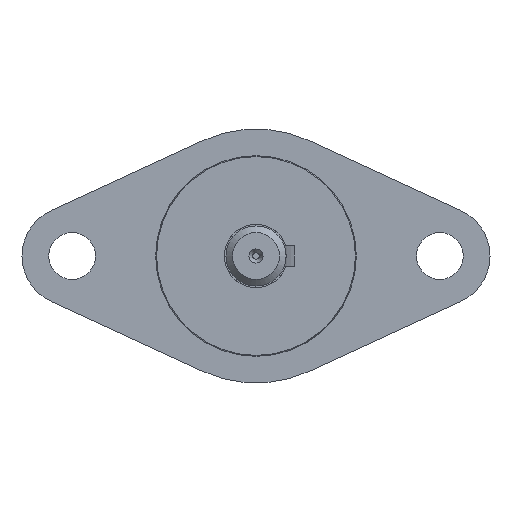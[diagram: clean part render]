
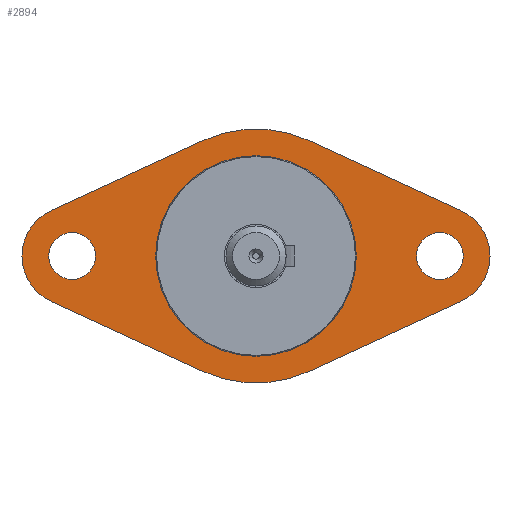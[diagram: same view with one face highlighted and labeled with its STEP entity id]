
A CAD part, left-side view. The second image highlights one B-rep face of the part: STEP entity #2894.
In plain terms, the highlighted planar face has unit normal (-1, 0, 0).
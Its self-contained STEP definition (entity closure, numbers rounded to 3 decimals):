
#291=LINE('',#4770,#520);
#295=LINE('',#4782,#524);
#299=LINE('',#4794,#528);
#303=LINE('',#4804,#532);
#520=VECTOR('',#3773,10.);
#524=VECTOR('',#3785,10.);
#528=VECTOR('',#3797,10.);
#532=VECTOR('',#3809,10.);
#724=FACE_BOUND('',#1031,.T.);
#725=FACE_BOUND('',#1032,.T.);
#726=FACE_BOUND('',#1033,.T.);
#856=FACE_OUTER_BOUND('',#1030,.T.);
#1030=EDGE_LOOP('',(#2470,#2471,#2472,#2473,#2474,#2475,#2476,#2477));
#1031=EDGE_LOOP('',(#2478));
#1032=EDGE_LOOP('',(#2479));
#1033=EDGE_LOOP('',(#2480,#2481));
#1145=CIRCLE('',#3112,3.5);
#1147=CIRCLE('',#3115,3.5);
#1149=CIRCLE('',#3118,7.5);
#1151=CIRCLE('',#3122,19.);
#1153=CIRCLE('',#3126,7.5);
#1155=CIRCLE('',#3130,19.);
#1164=CIRCLE('',#3145,15.);
#1165=CIRCLE('',#3146,15.);
#1416=VERTEX_POINT('',#4748);
#1418=VERTEX_POINT('',#4754);
#1421=VERTEX_POINT('',#4761);
#1422=VERTEX_POINT('',#4763);
#1424=VERTEX_POINT('',#4769);
#1426=VERTEX_POINT('',#4775);
#1428=VERTEX_POINT('',#4781);
#1430=VERTEX_POINT('',#4787);
#1432=VERTEX_POINT('',#4793);
#1434=VERTEX_POINT('',#4799);
#1443=VERTEX_POINT('',#4829);
#1444=VERTEX_POINT('',#4830);
#1764=EDGE_CURVE('',#1416,#1416,#1145,.T.);
#1767=EDGE_CURVE('',#1418,#1418,#1147,.T.);
#1770=EDGE_CURVE('',#1422,#1421,#1149,.T.);
#1773=EDGE_CURVE('',#1424,#1422,#291,.T.);
#1776=EDGE_CURVE('',#1426,#1424,#1151,.T.);
#1779=EDGE_CURVE('',#1428,#1426,#295,.T.);
#1782=EDGE_CURVE('',#1430,#1428,#1153,.T.);
#1785=EDGE_CURVE('',#1432,#1430,#299,.T.);
#1788=EDGE_CURVE('',#1434,#1432,#1155,.T.);
#1791=EDGE_CURVE('',#1421,#1434,#303,.T.);
#1803=EDGE_CURVE('',#1443,#1444,#1164,.T.);
#1804=EDGE_CURVE('',#1444,#1443,#1165,.T.);
#2470=ORIENTED_EDGE('',*,*,#1782,.T.);
#2471=ORIENTED_EDGE('',*,*,#1779,.T.);
#2472=ORIENTED_EDGE('',*,*,#1776,.T.);
#2473=ORIENTED_EDGE('',*,*,#1773,.T.);
#2474=ORIENTED_EDGE('',*,*,#1770,.T.);
#2475=ORIENTED_EDGE('',*,*,#1791,.T.);
#2476=ORIENTED_EDGE('',*,*,#1788,.T.);
#2477=ORIENTED_EDGE('',*,*,#1785,.T.);
#2478=ORIENTED_EDGE('',*,*,#1764,.T.);
#2479=ORIENTED_EDGE('',*,*,#1767,.T.);
#2480=ORIENTED_EDGE('',*,*,#1803,.T.);
#2481=ORIENTED_EDGE('',*,*,#1804,.T.);
#2765=PLANE('',#3147);
#2894=ADVANCED_FACE('',(#856,#724,#725,#726),#2765,.T.);
#3112=AXIS2_PLACEMENT_3D('',#4750,#3753,#3754);
#3115=AXIS2_PLACEMENT_3D('',#4756,#3760,#3761);
#3118=AXIS2_PLACEMENT_3D('',#4764,#3767,#3768);
#3122=AXIS2_PLACEMENT_3D('',#4776,#3779,#3780);
#3126=AXIS2_PLACEMENT_3D('',#4788,#3791,#3792);
#3130=AXIS2_PLACEMENT_3D('',#4800,#3803,#3804);
#3145=AXIS2_PLACEMENT_3D('',#4831,#3839,#3840);
#3146=AXIS2_PLACEMENT_3D('',#4832,#3841,#3842);
#3147=AXIS2_PLACEMENT_3D('',#4834,#3844,#3845);
#3753=DIRECTION('center_axis',(1.,0.,0.));
#3754=DIRECTION('ref_axis',(0.,0.,1.));
#3760=DIRECTION('center_axis',(1.,0.,0.));
#3761=DIRECTION('ref_axis',(0.,0.,1.));
#3767=DIRECTION('center_axis',(-1.,0.,0.));
#3768=DIRECTION('ref_axis',(0.,-0.418,0.908));
#3773=DIRECTION('',(0.,-0.908,0.418));
#3779=DIRECTION('center_axis',(-1.,0.,0.));
#3780=DIRECTION('ref_axis',(0.,-0.418,-0.908));
#3785=DIRECTION('',(0.,-0.908,-0.418));
#3791=DIRECTION('center_axis',(-1.,0.,0.));
#3792=DIRECTION('ref_axis',(0.,0.418,-0.908));
#3797=DIRECTION('',(0.,0.908,-0.418));
#3803=DIRECTION('center_axis',(-1.,0.,0.));
#3804=DIRECTION('ref_axis',(0.,0.418,0.908));
#3809=DIRECTION('',(0.,0.908,0.418));
#3839=DIRECTION('center_axis',(1.,0.,0.));
#3840=DIRECTION('ref_axis',(0.,1.,0.));
#3841=DIRECTION('center_axis',(1.,0.,0.));
#3842=DIRECTION('ref_axis',(0.,1.,0.));
#3844=DIRECTION('center_axis',(-1.,0.,0.));
#3845=DIRECTION('ref_axis',(0.,0.,1.));
#4748=CARTESIAN_POINT('',(-118.1,-27.5,-3.5));
#4750=CARTESIAN_POINT('Origin',(-118.1,-27.5,0.));
#4754=CARTESIAN_POINT('',(-118.1,27.5,-3.5));
#4756=CARTESIAN_POINT('Origin',(-118.1,27.5,0.));
#4761=CARTESIAN_POINT('',(-118.1,-30.636,6.813));
#4763=CARTESIAN_POINT('',(-118.1,-30.636,-6.813));
#4764=CARTESIAN_POINT('Origin',(-118.1,-27.5,0.));
#4769=CARTESIAN_POINT('',(-118.1,-7.945,-17.259));
#4770=CARTESIAN_POINT('',(-118.1,-8.977,-16.784));
#4775=CARTESIAN_POINT('',(-118.1,7.945,-17.259));
#4776=CARTESIAN_POINT('Origin',(-118.1,0.,0.));
#4781=CARTESIAN_POINT('',(-118.1,30.636,-6.813));
#4782=CARTESIAN_POINT('',(-118.1,18.26,-12.511));
#4787=CARTESIAN_POINT('',(-118.1,30.636,6.813));
#4788=CARTESIAN_POINT('Origin',(-118.1,27.5,0.));
#4793=CARTESIAN_POINT('',(-118.1,7.945,17.259));
#4794=CARTESIAN_POINT('',(-118.1,29.605,7.288));
#4799=CARTESIAN_POINT('',(-118.1,-7.945,17.259));
#4800=CARTESIAN_POINT('Origin',(-118.1,0.,0.));
#4804=CARTESIAN_POINT('',(-118.1,2.369,22.007));
#4829=CARTESIAN_POINT('',(-118.1,15.,0.));
#4830=CARTESIAN_POINT('',(-118.1,-15.,0.));
#4831=CARTESIAN_POINT('Origin',(-118.1,0.,0.));
#4832=CARTESIAN_POINT('Origin',(-118.1,0.,0.));
#4834=CARTESIAN_POINT('Origin',(-118.1,25.,0.));
